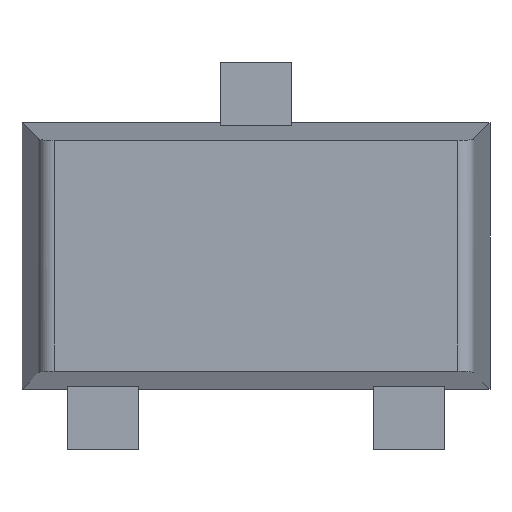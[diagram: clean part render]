
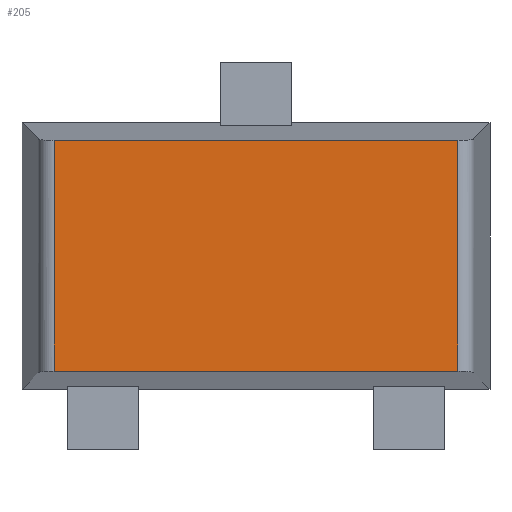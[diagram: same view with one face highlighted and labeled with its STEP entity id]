
A CAD part, top view. The second image highlights one B-rep face of the part: STEP entity #205.
In plain terms, the highlighted planar face has unit normal (0, 0, 1).
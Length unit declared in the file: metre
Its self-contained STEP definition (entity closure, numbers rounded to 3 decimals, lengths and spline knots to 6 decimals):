
#205 = ADVANCED_FACE( '', ( #305 ), #306, .F. );
#305 = FACE_OUTER_BOUND( '', #405, .T. );
#306 = PLANE( '', #406 );
#405 = EDGE_LOOP( '', ( #790, #791, #792, #793 ) );
#406 = AXIS2_PLACEMENT_3D( '', #794, #795, #796 );
#790 = ORIENTED_EDGE( '', *, *, #908, .T. );
#791 = ORIENTED_EDGE( '', *, *, #899, .T. );
#792 = ORIENTED_EDGE( '', *, *, #913, .T. );
#793 = ORIENTED_EDGE( '', *, *, #916, .T. );
#794 = CARTESIAN_POINT( '', ( 0., 0., 0.00091 ) );
#795 = DIRECTION( '', ( 0., 0., -1. ) );
#796 = DIRECTION( '', ( -1., 0., 0. ) );
#899 = EDGE_CURVE( '', #1083, #1087, #1089, .T. );
#908 = EDGE_CURVE( '', #1102, #1083, #1103, .T. );
#913 = EDGE_CURVE( '', #1087, #1109, #1111, .T. );
#916 = EDGE_CURVE( '', #1109, #1102, #1114, .T. );
#1083 = VERTEX_POINT( '', #1380 );
#1087 = VERTEX_POINT( '', #1385 );
#1089 = LINE( '', #1387, #1388 );
#1102 = VERTEX_POINT( '', #1409 );
#1103 = LINE( '', #1410, #1411 );
#1109 = VERTEX_POINT( '', #1419 );
#1111 = LINE( '', #1421, #1422 );
#1114 = LINE( '', #1427, #1428 );
#1380 = CARTESIAN_POINT( '', ( 0.001251, -0.000714, 0.00091 ) );
#1385 = CARTESIAN_POINT( '', ( 0.001251, 0.000714, 0.00091 ) );
#1387 = CARTESIAN_POINT( '', ( 0.001251, 0.000714, 0.00091 ) );
#1388 = VECTOR( '', #1535, 1. );
#1409 = CARTESIAN_POINT( '', ( -0.001251, -0.000714, 0.00091 ) );
#1410 = CARTESIAN_POINT( '', ( 0.00145, -0.000714, 0.00091 ) );
#1411 = VECTOR( '', #1544, 1. );
#1419 = CARTESIAN_POINT( '', ( -0.001251, 0.000714, 0.00091 ) );
#1421 = CARTESIAN_POINT( '', ( -0.00145, 0.000714, 0.00091 ) );
#1422 = VECTOR( '', #1553, 1. );
#1427 = CARTESIAN_POINT( '', ( -0.001251, -0.000714, 0.00091 ) );
#1428 = VECTOR( '', #1556, 1. );
#1535 = DIRECTION( '', ( 0., 1., 0. ) );
#1544 = DIRECTION( '', ( 1., 0., 0. ) );
#1553 = DIRECTION( '', ( -1., 0., 0. ) );
#1556 = DIRECTION( '', ( 0., -1., 0. ) );
